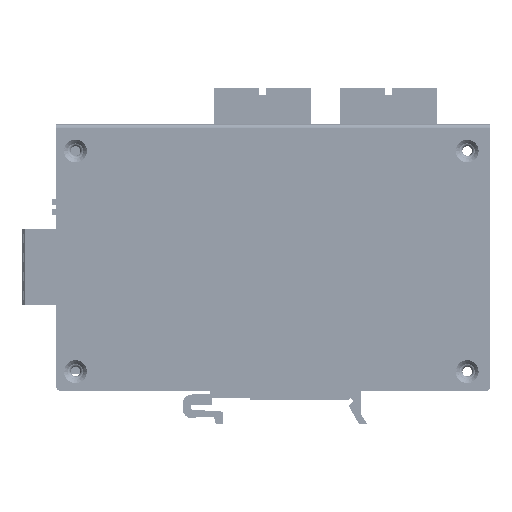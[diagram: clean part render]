
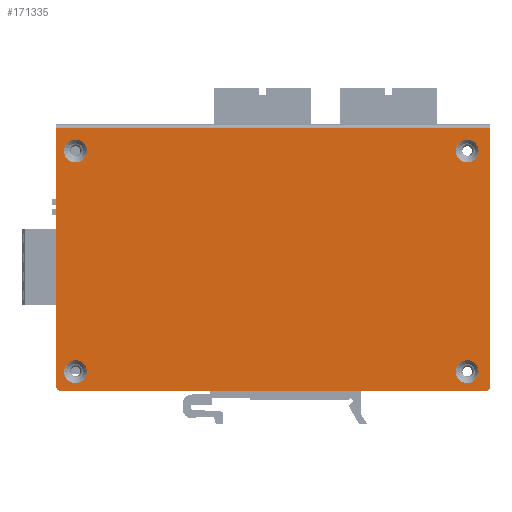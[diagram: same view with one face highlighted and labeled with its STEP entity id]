
A CAD part, left-side view. The second image highlights one B-rep face of the part: STEP entity #171335.
In plain terms, the highlighted planar face has unit normal (-1, 0, 0).
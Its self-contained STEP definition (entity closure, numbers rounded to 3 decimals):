
#168804=CARTESIAN_POINT('',(-25.15,51.5,-65.));
#168805=DIRECTION('',(-1.,0.,0.));
#168806=DIRECTION('',(0.,1.,0.));
#168807=AXIS2_PLACEMENT_3D('',#168804,#168805,#168806);
#168812=CARTESIAN_POINT('',(-25.15,51.5,-65.));
#168813=DIRECTION('',(-1.,0.,0.));
#168814=DIRECTION('',(0.,-1.,0.));
#168815=AXIS2_PLACEMENT_3D('',#168812,#168813,#168814);
#168820=CARTESIAN_POINT('',(-25.15,51.5,-7.));
#168821=DIRECTION('',(-1.,0.,0.));
#168822=DIRECTION('',(0.,1.,0.));
#168823=AXIS2_PLACEMENT_3D('',#168820,#168821,#168822);
#168828=CARTESIAN_POINT('',(-25.15,51.5,-7.));
#168829=DIRECTION('',(-1.,0.,0.));
#168830=DIRECTION('',(0.,-1.,0.));
#168831=AXIS2_PLACEMENT_3D('',#168828,#168829,#168830);
#168836=CARTESIAN_POINT('',(-25.15,-51.5,-65.));
#168837=DIRECTION('',(-1.,0.,0.));
#168838=DIRECTION('',(0.,1.,0.));
#168839=AXIS2_PLACEMENT_3D('',#168836,#168837,#168838);
#168844=CARTESIAN_POINT('',(-25.15,-51.5,-65.));
#168845=DIRECTION('',(-1.,0.,0.));
#168846=DIRECTION('',(0.,-1.,0.));
#168847=AXIS2_PLACEMENT_3D('',#168844,#168845,#168846);
#168852=CARTESIAN_POINT('',(-25.15,-51.5,-7.));
#168853=DIRECTION('',(-1.,0.,0.));
#168854=DIRECTION('',(0.,1.,0.));
#168855=AXIS2_PLACEMENT_3D('',#168852,#168853,#168854);
#168860=CARTESIAN_POINT('',(-25.15,-51.5,-7.));
#168861=DIRECTION('',(-1.,0.,0.));
#168862=DIRECTION('',(0.,-1.,0.));
#168863=AXIS2_PLACEMENT_3D('',#168860,#168861,#168862);
#168868=CARTESIAN_POINT('',(-25.15,55.5,-69.));
#168869=DIRECTION('',(-1.,0.,0.));
#168870=DIRECTION('',(0.,1.,0.));
#168871=AXIS2_PLACEMENT_3D('',#168868,#168869,#168870);
#168876=DIRECTION('',(0.,0.,-1.));
#168877=VECTOR('',#168876,68.);
#168878=CARTESIAN_POINT('',(-25.15,56.5,-1.));
#168879=LINE('',#168878,#168877);
#168883=DIRECTION('',(0.,-1.,0.));
#168884=VECTOR('',#168883,114.);
#168885=CARTESIAN_POINT('',(-25.15,56.5,-1.));
#168886=LINE('',#168885,#168884);
#168890=DIRECTION('',(0.,0.,-1.));
#168891=VECTOR('',#168890,68.);
#168892=CARTESIAN_POINT('',(-25.15,-57.5,-1.));
#168893=LINE('',#168892,#168891);
#168897=CARTESIAN_POINT('',(-25.15,-56.5,-69.));
#168898=DIRECTION('',(-1.,0.,0.));
#168899=DIRECTION('',(0.,0.,-1.));
#168900=AXIS2_PLACEMENT_3D('',#168897,#168898,#168899);
#168905=DIRECTION('',(0.,1.,0.));
#168906=VECTOR('',#168905,112.);
#168907=CARTESIAN_POINT('',(-25.15,-56.5,-70.));
#168908=LINE('',#168907,#168906);
#169765=CARTESIAN_POINT('',(-25.15,-57.5,-1.));
#169767=VERTEX_POINT('',#169765);
#169838=CARTESIAN_POINT('',(-25.15,54.5,-65.));
#169839=CARTESIAN_POINT('',(-25.15,48.5,-65.));
#169840=VERTEX_POINT('',#169838);
#169841=VERTEX_POINT('',#169839);
#169846=CARTESIAN_POINT('',(-25.15,54.5,-7.));
#169847=CARTESIAN_POINT('',(-25.15,48.5,-7.));
#169848=VERTEX_POINT('',#169846);
#169849=VERTEX_POINT('',#169847);
#169854=CARTESIAN_POINT('',(-25.15,-48.5,-65.));
#169855=CARTESIAN_POINT('',(-25.15,-54.5,-65.));
#169856=VERTEX_POINT('',#169854);
#169857=VERTEX_POINT('',#169855);
#169862=CARTESIAN_POINT('',(-25.15,-48.5,-7.));
#169863=CARTESIAN_POINT('',(-25.15,-54.5,-7.));
#169864=VERTEX_POINT('',#169862);
#169865=VERTEX_POINT('',#169863);
#169944=CARTESIAN_POINT('',(-25.15,56.5,-1.));
#169945=VERTEX_POINT('',#169944);
#170174=CARTESIAN_POINT('',(-25.15,56.5,-69.));
#170175=CARTESIAN_POINT('',(-25.15,55.5,-70.));
#170176=VERTEX_POINT('',#170174);
#170177=VERTEX_POINT('',#170175);
#170186=CARTESIAN_POINT('',(-25.15,-56.5,-70.));
#170187=VERTEX_POINT('',#170186);
#170188=CARTESIAN_POINT('',(-25.15,-57.5,-69.));
#170189=VERTEX_POINT('',#170188);
#171296=CARTESIAN_POINT('',(-25.15,-57.5,-1.));
#171297=DIRECTION('',(1.,0.,0.));
#171298=DIRECTION('',(0.,-1.,0.));
#171299=AXIS2_PLACEMENT_3D('',#171296,#171297,#171298);
#171300=PLANE('',#171299);
#171302=ORIENTED_EDGE('',*,*,#171301,.F.);
#171304=ORIENTED_EDGE('',*,*,#171303,.F.);
#171306=ORIENTED_EDGE('',*,*,#171305,.T.);
#171307=ORIENTED_EDGE('',*,*,#171204,.T.);
#171308=ORIENTED_EDGE('',*,*,#171221,.F.);
#171310=ORIENTED_EDGE('',*,*,#171309,.T.);
#171311=EDGE_LOOP('',(#171302,#171304,#171306,#171307,#171308,#171310));
#171312=FACE_OUTER_BOUND('',#171311,.F.);
#171314=ORIENTED_EDGE('',*,*,#171313,.T.);
#171316=ORIENTED_EDGE('',*,*,#171315,.T.);
#171317=EDGE_LOOP('',(#171314,#171316));
#171318=FACE_BOUND('',#171317,.F.);
#171320=ORIENTED_EDGE('',*,*,#171319,.T.);
#171322=ORIENTED_EDGE('',*,*,#171321,.T.);
#171323=EDGE_LOOP('',(#171320,#171322));
#171324=FACE_BOUND('',#171323,.F.);
#171326=ORIENTED_EDGE('',*,*,#171325,.T.);
#171328=ORIENTED_EDGE('',*,*,#171327,.T.);
#171329=EDGE_LOOP('',(#171326,#171328));
#171330=FACE_BOUND('',#171329,.F.);
#171331=ORIENTED_EDGE('',*,*,#171276,.T.);
#171332=ORIENTED_EDGE('',*,*,#171290,.T.);
#171333=EDGE_LOOP('',(#171331,#171332));
#171334=FACE_BOUND('',#171333,.F.);
#168808=CIRCLE('',#168807,3.);
#168816=CIRCLE('',#168815,3.);
#168824=CIRCLE('',#168823,3.);
#168832=CIRCLE('',#168831,3.);
#168840=CIRCLE('',#168839,3.);
#168848=CIRCLE('',#168847,3.);
#168856=CIRCLE('',#168855,3.);
#168864=CIRCLE('',#168863,3.);
#168872=CIRCLE('',#168871,1.);
#168901=CIRCLE('',#168900,1.);
#171204=EDGE_CURVE('',#169767,#170189,#168893,.T.);
#171221=EDGE_CURVE('',#170187,#170189,#168901,.T.);
#171276=EDGE_CURVE('',#169840,#169841,#168808,.T.);
#171290=EDGE_CURVE('',#169841,#169840,#168816,.T.);
#171301=EDGE_CURVE('',#170176,#170177,#168872,.T.);
#171303=EDGE_CURVE('',#169945,#170176,#168879,.T.);
#171305=EDGE_CURVE('',#169945,#169767,#168886,.T.);
#171309=EDGE_CURVE('',#170187,#170177,#168908,.T.);
#171313=EDGE_CURVE('',#169848,#169849,#168824,.T.);
#171315=EDGE_CURVE('',#169849,#169848,#168832,.T.);
#171319=EDGE_CURVE('',#169856,#169857,#168840,.T.);
#171321=EDGE_CURVE('',#169857,#169856,#168848,.T.);
#171325=EDGE_CURVE('',#169864,#169865,#168856,.T.);
#171327=EDGE_CURVE('',#169865,#169864,#168864,.T.);
#171335=ADVANCED_FACE('',(#171312,#171318,#171324,#171330,#171334),#171300,.F.);
